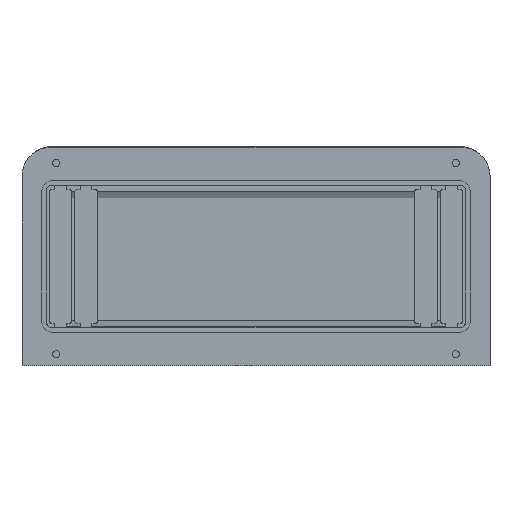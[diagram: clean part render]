
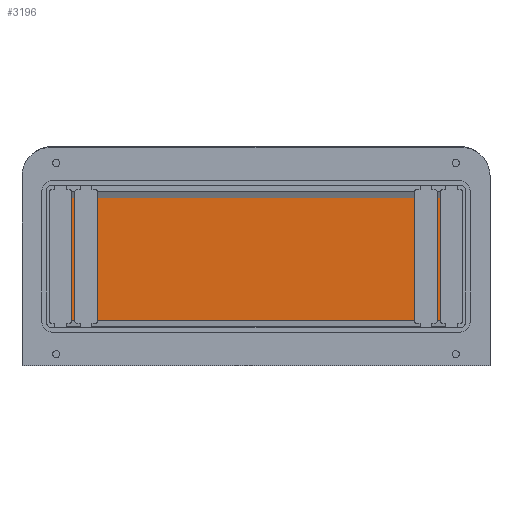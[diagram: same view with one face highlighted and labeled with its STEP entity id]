
A CAD part, front view. The second image highlights one B-rep face of the part: STEP entity #3196.
In plain terms, the highlighted planar face has unit normal (0, -1, 0).
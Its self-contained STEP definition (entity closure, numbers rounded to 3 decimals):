
#131 = CIRCLE ( 'NONE', #529, 1.972 ) ;
#190 = VECTOR ( 'NONE', #349, 1000. ) ;
#192 = DIRECTION ( 'NONE',  ( 0., 0., 1. ) ) ;
#194 = CARTESIAN_POINT ( 'NONE',  ( 70.5, 22.5, -20.478 ) ) ;
#234 = FACE_OUTER_BOUND ( 'NONE', #3664, .T. ) ;
#281 = LINE ( 'NONE', #5901, #2641 ) ;
#329 = ORIENTED_EDGE ( 'NONE', *, *, #3828, .F. ) ;
#340 = CARTESIAN_POINT ( 'NONE',  ( -68.528, 22.5, -22.45 ) ) ;
#349 = DIRECTION ( 'NONE',  ( 1., 0., 0. ) ) ;
#352 = CARTESIAN_POINT ( 'NONE',  ( 68.528, 22.5, -20.478 ) ) ;
#405 = EDGE_CURVE ( 'NONE', #2747, #5629, #4107, .T. ) ;
#436 = VECTOR ( 'NONE', #5869, 1000. ) ;
#529 = AXIS2_PLACEMENT_3D ( 'NONE', #1691, #5027, #1230 ) ;
#559 = CARTESIAN_POINT ( 'NONE',  ( 70.5, 22.5, 18.578 ) ) ;
#562 = ORIENTED_EDGE ( 'NONE', *, *, #1716, .F. ) ;
#646 = DIRECTION ( 'NONE',  ( 0., 0., 1. ) ) ;
#726 = CARTESIAN_POINT ( 'NONE',  ( 68.528, 22.5, 18.578 ) ) ;
#801 = DIRECTION ( 'NONE',  ( 0., 1., 0. ) ) ;
#848 = DIRECTION ( 'NONE',  ( 0., 0., 1. ) ) ;
#1230 = DIRECTION ( 'NONE',  ( 0., 0., 1. ) ) ;
#1449 = CARTESIAN_POINT ( 'NONE',  ( -68.528, 22.5, 20.55 ) ) ;
#1570 = CARTESIAN_POINT ( 'NONE',  ( -70.5, 22.5, 18.578 ) ) ;
#1594 = CARTESIAN_POINT ( 'NONE',  ( 68.528, 22.5, -20.478 ) ) ;
#1596 = AXIS2_PLACEMENT_3D ( 'NONE', #726, #2603, #848 ) ;
#1623 = DIRECTION ( 'NONE',  ( 0., 1., 0. ) ) ;
#1691 = CARTESIAN_POINT ( 'NONE',  ( -68.528, 22.5, 18.578 ) ) ;
#1716 = EDGE_CURVE ( 'NONE', #5629, #5662, #131, .T. ) ;
#1876 = ORIENTED_EDGE ( 'NONE', *, *, #405, .F. ) ;
#1888 = VERTEX_POINT ( 'NONE', #5263 ) ;
#2020 = EDGE_CURVE ( 'NONE', #3715, #5456, #4384, .T. ) ;
#2123 = DIRECTION ( 'NONE',  ( 1., 0., 0. ) ) ;
#2139 = DIRECTION ( 'NONE',  ( 0., 0., -1. ) ) ;
#2186 = CARTESIAN_POINT ( 'NONE',  ( -70.5, 22.5, -20.478 ) ) ;
#2264 = VECTOR ( 'NONE', #5989, 1000. ) ;
#2288 = ORIENTED_EDGE ( 'NONE', *, *, #4710, .F. ) ;
#2520 = CARTESIAN_POINT ( 'NONE',  ( -68.528, 22.5, -20.478 ) ) ;
#2578 = VERTEX_POINT ( 'NONE', #194 ) ;
#2585 = AXIS2_PLACEMENT_3D ( 'NONE', #1594, #5765, #192 ) ;
#2603 = DIRECTION ( 'NONE',  ( 0., 1., 0. ) ) ;
#2641 = VECTOR ( 'NONE', #2139, 1000. ) ;
#2747 = VERTEX_POINT ( 'NONE', #2186 ) ;
#3158 = ORIENTED_EDGE ( 'NONE', *, *, #5283, .F. ) ;
#3196 = ADVANCED_FACE ( 'NONE', ( #234 ), #5388, .F. ) ;
#3586 = ORIENTED_EDGE ( 'NONE', *, *, #3765, .F. ) ;
#3664 = EDGE_LOOP ( 'NONE', ( #3586, #3977, #2288, #3158, #562, #1876, #329, #4470 ) ) ;
#3667 = CIRCLE ( 'NONE', #4764, 1.972 ) ;
#3715 = VERTEX_POINT ( 'NONE', #4261 ) ;
#3765 = EDGE_CURVE ( 'NONE', #2578, #3715, #5251, .T. ) ;
#3828 = EDGE_CURVE ( 'NONE', #5456, #2747, #3667, .T. ) ;
#3897 = CARTESIAN_POINT ( 'NONE',  ( 68.528, 22.5, -22.45 ) ) ;
#3977 = ORIENTED_EDGE ( 'NONE', *, *, #5522, .F. ) ;
#4107 = LINE ( 'NONE', #4975, #2264 ) ;
#4163 = VERTEX_POINT ( 'NONE', #559 ) ;
#4261 = CARTESIAN_POINT ( 'NONE',  ( 68.528, 22.5, -22.45 ) ) ;
#4384 = LINE ( 'NONE', #3897, #436 ) ;
#4470 = ORIENTED_EDGE ( 'NONE', *, *, #2020, .F. ) ;
#4660 = CARTESIAN_POINT ( 'NONE',  ( 68.528, 22.5, 20.55 ) ) ;
#4710 = EDGE_CURVE ( 'NONE', #1888, #4163, #4753, .T. ) ;
#4753 = CIRCLE ( 'NONE', #1596, 1.972 ) ;
#4764 = AXIS2_PLACEMENT_3D ( 'NONE', #2520, #1623, #646 ) ;
#4975 = CARTESIAN_POINT ( 'NONE',  ( -70.5, 22.5, 18.578 ) ) ;
#5027 = DIRECTION ( 'NONE',  ( 0., 1., 0. ) ) ;
#5251 = CIRCLE ( 'NONE', #2585, 1.972 ) ;
#5263 = CARTESIAN_POINT ( 'NONE',  ( 68.528, 22.5, 20.55 ) ) ;
#5283 = EDGE_CURVE ( 'NONE', #5662, #1888, #6048, .T. ) ;
#5388 = PLANE ( 'NONE',  #5823 ) ;
#5456 = VERTEX_POINT ( 'NONE', #340 ) ;
#5522 = EDGE_CURVE ( 'NONE', #4163, #2578, #281, .T. ) ;
#5629 = VERTEX_POINT ( 'NONE', #1570 ) ;
#5662 = VERTEX_POINT ( 'NONE', #1449 ) ;
#5765 = DIRECTION ( 'NONE',  ( 0., 1., 0. ) ) ;
#5823 = AXIS2_PLACEMENT_3D ( 'NONE', #352, #801, #2123 ) ;
#5869 = DIRECTION ( 'NONE',  ( -1., 0., 0. ) ) ;
#5901 = CARTESIAN_POINT ( 'NONE',  ( 70.5, 22.5, 18.578 ) ) ;
#5989 = DIRECTION ( 'NONE',  ( 0., 0., 1. ) ) ;
#6048 = LINE ( 'NONE', #4660, #190 ) ;
